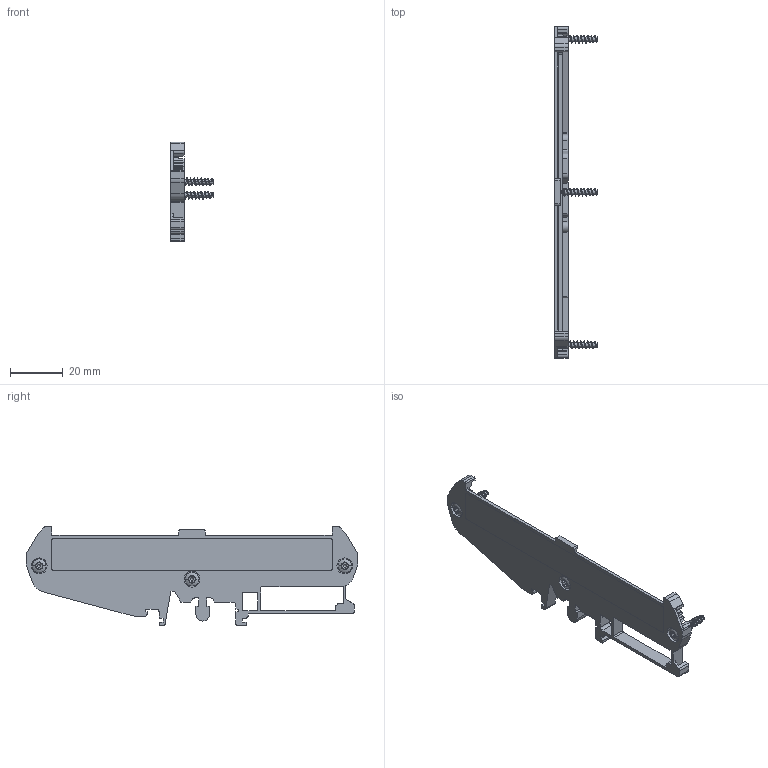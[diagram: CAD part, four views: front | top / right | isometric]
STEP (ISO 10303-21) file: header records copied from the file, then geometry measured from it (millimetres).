
FILE_DESCRIPTION(('FreeCAD Model'),'2;1');
FILE_NAME('Open CASCADE Shape Model','2024-09-10T13:05:37',('Author'),( ''),'Open CASCADE STEP processor 7.6','FreeCAD','Unknown');
FILE_SCHEMA(('AUTOMOTIVE_DESIGN { 1 0 10303 214 1 1 1 1 }'));
Length unit declared in the file: millimetre
Products named in the file (4): Schr.Lins._3x14-Z_01151118.007; Schr.Lins._3x14-Z_01151118.006; Schr.Lins._3x14-Z_01151118.005; UM108-SEFE_L_H.Select__00417907
Bounding box: 16 x 125.4 x 37.6 mm (x, y, z)
Volume: 6436.8 mm3; surface area: 10558.8 mm2
Topology: 4 solids, 4 shells, 611 faces, 1790 edges, 1189 vertices
Faces by surface type: plane 333, cylinder 233, cone 27, sphere 6, torus 6, bspline 6
Entity records: 46442 total; most frequent: CARTESIAN_POINT 30348, ORIENTED_EDGE 3568, DIRECTION 3197, EDGE_CURVE 1784, VERTEX_POINT 1189, AXIS2_PLACEMENT_3D 1074, LINE 1049, VECTOR 1049
